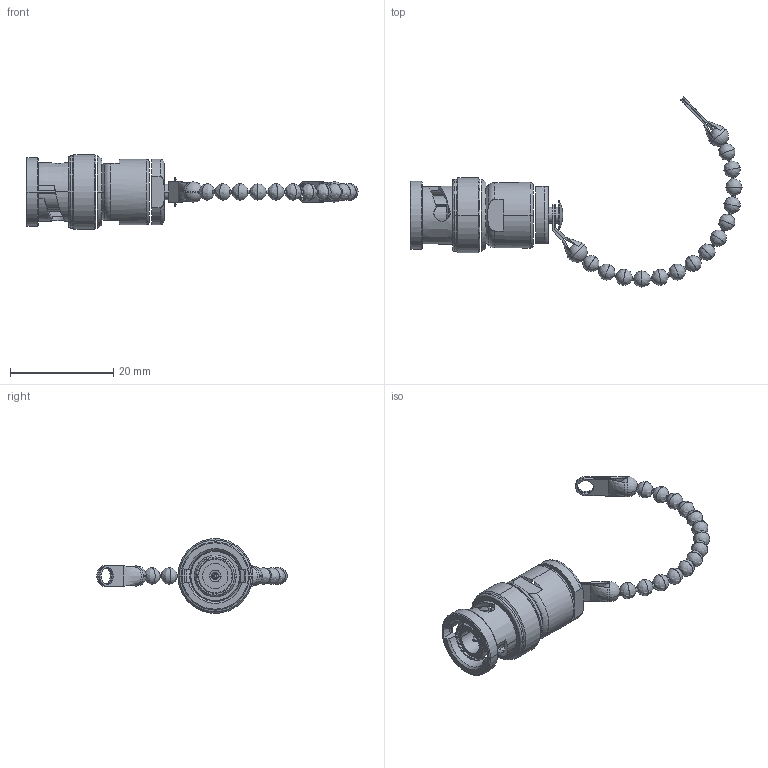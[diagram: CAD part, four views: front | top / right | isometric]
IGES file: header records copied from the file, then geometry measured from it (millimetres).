
Start section:  PTC IGES file: 000-35650-75.igs
Global section: file name: 000-35650-75.igs; native system: Pro/ENGINEER by Parametric Technology Corporation; preprocessor: 2010160; author: Admin; organization: Unknown; date: 20101203.163734; units: millimetre
Bounding box: 64.28 x 36.85 x 14.48 mm (x, y, z)
Surface area: 2835.9 mm2 (no closed solid volume)
Topology: 0 solids, 0 shells, 199 faces, 1014 edges, 950 vertices
Faces by surface type: revolution 144, bspline 55
